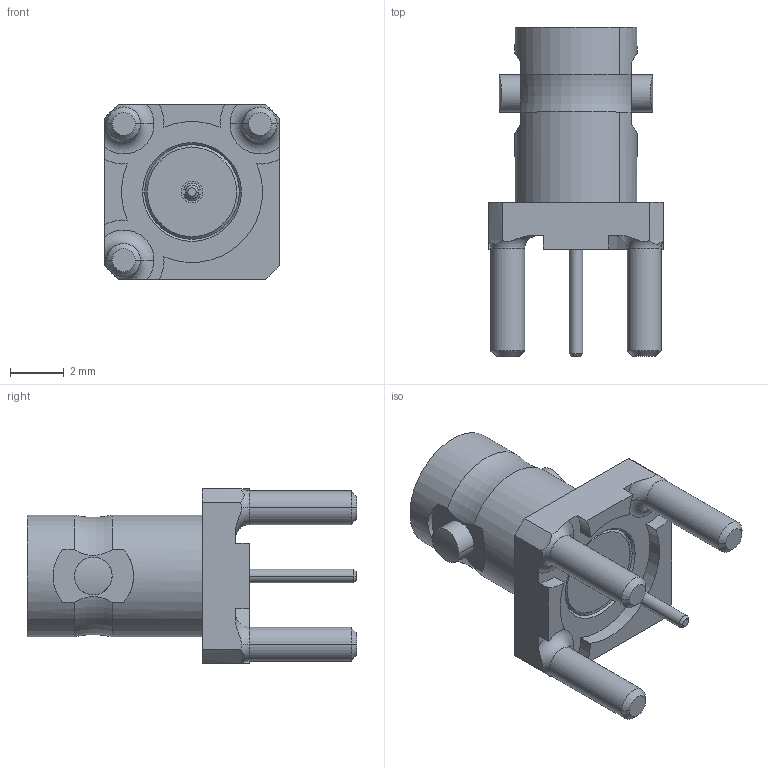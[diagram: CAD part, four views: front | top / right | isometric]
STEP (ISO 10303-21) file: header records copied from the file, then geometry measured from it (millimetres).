
FILE_DESCRIPTION((''),'2;1');
FILE_NAME('34-1032','2016-01-28T',('Rajagopal'),(''),'PRO/ENGINEER BY PARAMETRIC TECHNOLOGY CORPORATION, 2014440','PRO/ENGINEER BY PARAMETRIC TECHNOLOGY CORPORATION, 2014440','');
FILE_SCHEMA(('CONFIG_CONTROL_DESIGN'));
Length unit declared in the file: millimetre
Products named in the file (1): 34-1032
Bounding box: 6.5 x 12.25 x 6.5 mm (x, y, z)
Surface area: 361.2 mm2 (no closed solid volume)
Topology: 0 solids, 5 shells, 97 faces, 251 edges, 165 vertices
Faces by surface type: cylinder 47, plane 22, cone 20, torus 8
Entity records: 3244 total; most frequent: CARTESIAN_POINT 791, DIRECTION 544, ORIENTED_EDGE 470, EDGE_CURVE 249, AXIS2_PLACEMENT_3D 226, VERTEX_POINT 165, CIRCLE 129, EDGE_LOOP 108
